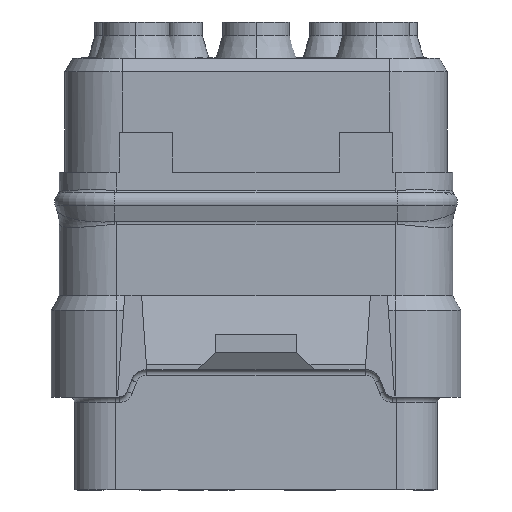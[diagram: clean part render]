
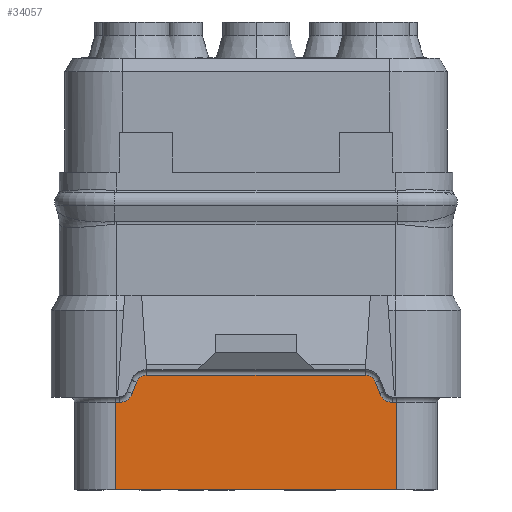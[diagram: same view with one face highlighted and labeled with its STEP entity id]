
A CAD part, front view. The second image highlights one B-rep face of the part: STEP entity #34057.
In plain terms, the highlighted planar face has unit normal (0, -1, 0).
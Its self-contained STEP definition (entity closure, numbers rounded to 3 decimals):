
#3414=DIRECTION('',(-1.,0.,0.));
#3415=VECTOR('',#3414,10.3);
#3416=CARTESIAN_POINT('',(5.15,-5.775,-11.63));
#3417=LINE('',#3416,#3415);
#4825=DIRECTION('',(0.,0.,-1.));
#4826=VECTOR('',#4825,3.2);
#4827=CARTESIAN_POINT('',(-5.15,-5.775,-8.43));
#4828=LINE('',#4827,#4826);
#6483=DIRECTION('',(-1.,0.,0.));
#6484=VECTOR('',#6483,0.15);
#6485=CARTESIAN_POINT('',(5.15,-5.775,-8.43));
#6486=LINE('',#6485,#6484);
#6487=DIRECTION('',(0.,0.,-1.));
#6488=VECTOR('',#6487,3.2);
#6489=CARTESIAN_POINT('',(5.15,-5.775,-8.43));
#6490=LINE('',#6489,#6488);
#6491=DIRECTION('',(-1.,0.,0.));
#6492=VECTOR('',#6491,0.15);
#6493=CARTESIAN_POINT('',(-5.,-5.775,-8.43));
#6494=LINE('',#6493,#6492);
#6495=CARTESIAN_POINT('',(-5.,-5.775,-7.93));
#6496=DIRECTION('',(0.,1.,0.));
#6497=DIRECTION('',(0.935,0.,-0.354));
#6498=AXIS2_PLACEMENT_3D('',#6495,#6496,#6497);
#6500=DIRECTION('',(-0.354,0.,-0.935));
#6501=VECTOR('',#6500,0.447);
#6502=CARTESIAN_POINT('',(-4.374,-5.775,-7.689));
#6503=LINE('',#6502,#6501);
#6504=CARTESIAN_POINT('',(-4.,-5.775,-7.83));
#6505=DIRECTION('',(0.,-1.,0.));
#6506=DIRECTION('',(0.,0.,1.));
#6507=AXIS2_PLACEMENT_3D('',#6504,#6505,#6506);
#6509=DIRECTION('',(-1.,0.,0.));
#6510=VECTOR('',#6509,8.);
#6511=CARTESIAN_POINT('',(4.,-5.775,-7.43));
#6512=LINE('',#6511,#6510);
#6513=CARTESIAN_POINT('',(4.,-5.775,-7.83));
#6514=DIRECTION('',(0.,-1.,0.));
#6515=DIRECTION('',(0.935,0.,0.354));
#6516=AXIS2_PLACEMENT_3D('',#6513,#6514,#6515);
#6518=DIRECTION('',(-0.354,0.,0.935));
#6519=VECTOR('',#6518,0.447);
#6520=CARTESIAN_POINT('',(4.532,-5.775,-8.107));
#6521=LINE('',#6520,#6519);
#6522=CARTESIAN_POINT('',(5.,-5.775,-7.93));
#6523=DIRECTION('',(0.,1.,0.));
#6524=DIRECTION('',(0.,0.,-1.));
#6525=AXIS2_PLACEMENT_3D('',#6522,#6523,#6524);
#21289=CARTESIAN_POINT('',(-5.15,-5.775,-11.63));
#21291=VERTEX_POINT('',#21289);
#21303=CARTESIAN_POINT('',(5.15,-5.775,-11.63));
#21304=VERTEX_POINT('',#21303);
#22769=CARTESIAN_POINT('',(5.15,-5.775,-8.43));
#22770=VERTEX_POINT('',#22769);
#22773=CARTESIAN_POINT('',(5.,-5.775,-8.43));
#22774=VERTEX_POINT('',#22773);
#22777=CARTESIAN_POINT('',(4.532,-5.775,-8.107));
#22778=VERTEX_POINT('',#22777);
#22781=CARTESIAN_POINT('',(4.374,-5.775,-7.689));
#22782=VERTEX_POINT('',#22781);
#22783=CARTESIAN_POINT('',(4.,-5.775,-7.43));
#22784=VERTEX_POINT('',#22783);
#22785=CARTESIAN_POINT('',(-4.,-5.775,-7.43));
#22786=VERTEX_POINT('',#22785);
#22787=CARTESIAN_POINT('',(-4.374,-5.775,-7.689));
#22788=VERTEX_POINT('',#22787);
#22793=CARTESIAN_POINT('',(-4.532,-5.775,-8.107));
#22794=VERTEX_POINT('',#22793);
#22797=CARTESIAN_POINT('',(-5.,-5.775,-8.43));
#22798=VERTEX_POINT('',#22797);
#22801=CARTESIAN_POINT('',(-5.15,-5.775,-8.43));
#22802=VERTEX_POINT('',#22801);
#34030=CARTESIAN_POINT('',(5.15,-5.775,-8.23));
#34031=DIRECTION('',(0.,-1.,0.));
#34032=DIRECTION('',(-1.,0.,0.));
#34033=AXIS2_PLACEMENT_3D('',#34030,#34031,#34032);
#34034=PLANE('',#34033);
#34035=ORIENTED_EDGE('',*,*,#34023,.F.);
#34036=ORIENTED_EDGE('',*,*,#33998,.T.);
#34037=ORIENTED_EDGE('',*,*,#30326,.T.);
#34038=ORIENTED_EDGE('',*,*,#31073,.F.);
#34040=ORIENTED_EDGE('',*,*,#34039,.F.);
#34042=ORIENTED_EDGE('',*,*,#34041,.F.);
#34044=ORIENTED_EDGE('',*,*,#34043,.F.);
#34046=ORIENTED_EDGE('',*,*,#34045,.F.);
#34048=ORIENTED_EDGE('',*,*,#34047,.F.);
#34050=ORIENTED_EDGE('',*,*,#34049,.F.);
#34052=ORIENTED_EDGE('',*,*,#34051,.F.);
#34054=ORIENTED_EDGE('',*,*,#34053,.F.);
#34055=EDGE_LOOP('',(#34035,#34036,#34037,#34038,#34040,#34042,#34044,#34046,
#34048,#34050,#34052,#34054));
#34056=FACE_OUTER_BOUND('',#34055,.F.);
#34057=ADVANCED_FACE('',(#34056),#34034,.T.);
#6499=CIRCLE('',#6498,0.5);
#6508=CIRCLE('',#6507,0.4);
#6517=CIRCLE('',#6516,0.4);
#6526=CIRCLE('',#6525,0.5);
#30326=EDGE_CURVE('',#21304,#21291,#3417,.T.);
#31073=EDGE_CURVE('',#22802,#21291,#4828,.T.);
#33998=EDGE_CURVE('',#22770,#21304,#6490,.T.);
#34023=EDGE_CURVE('',#22770,#22774,#6486,.T.);
#34039=EDGE_CURVE('',#22798,#22802,#6494,.T.);
#34041=EDGE_CURVE('',#22794,#22798,#6499,.T.);
#34043=EDGE_CURVE('',#22788,#22794,#6503,.T.);
#34045=EDGE_CURVE('',#22786,#22788,#6508,.T.);
#34047=EDGE_CURVE('',#22784,#22786,#6512,.T.);
#34049=EDGE_CURVE('',#22782,#22784,#6517,.T.);
#34051=EDGE_CURVE('',#22778,#22782,#6521,.T.);
#34053=EDGE_CURVE('',#22774,#22778,#6526,.T.);
